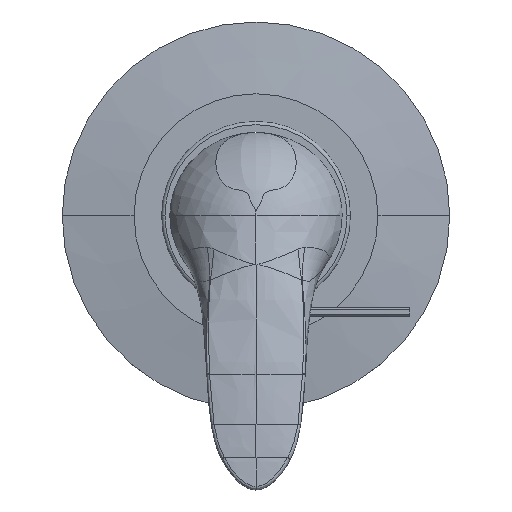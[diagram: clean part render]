
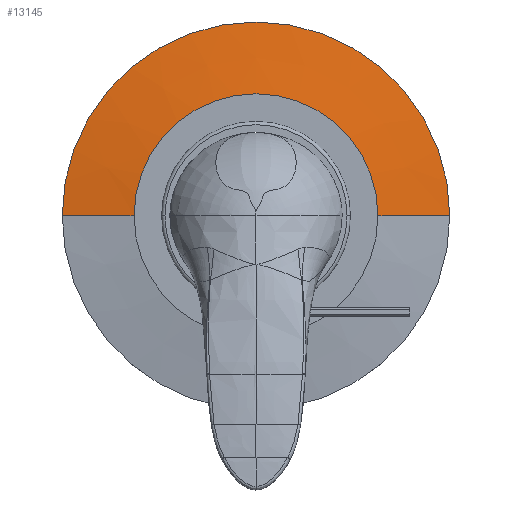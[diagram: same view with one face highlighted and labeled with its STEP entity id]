
A CAD part, top view. The second image highlights one B-rep face of the part: STEP entity #13145.
In plain terms, the highlighted conical face has half-angle 82.057 degrees and reference radius 47.25 mm.
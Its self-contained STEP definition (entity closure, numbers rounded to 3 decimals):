
#12894=DIRECTION('',(-0.99,0.138,0.));
#12895=VECTOR('',#12894,21.708);
#12896=CARTESIAN_POINT('',(58.,6.,0.));
#12897=LINE('',#12896,#12895);
#12901=DIRECTION('',(0.99,0.138,0.));
#12902=VECTOR('',#12901,21.708);
#12903=CARTESIAN_POINT('',(-58.,6.,0.));
#12904=LINE('',#12903,#12902);
#12916=CARTESIAN_POINT('',(0.,6.,0.));
#12917=DIRECTION('',(0.,-1.,0.));
#12918=DIRECTION('',(1.,0.,0.));
#12919=AXIS2_PLACEMENT_3D('',#12916,#12917,#12918);
#12932=CARTESIAN_POINT('',(0.,9.,0.));
#12933=DIRECTION('',(0.,-1.,0.));
#12934=DIRECTION('',(1.,0.,0.));
#12935=AXIS2_PLACEMENT_3D('',#12932,#12933,#12934);
#12951=CARTESIAN_POINT('',(58.,6.,0.));
#12953=VERTEX_POINT('',#12951);
#12954=CARTESIAN_POINT('',(36.5,9.,0.));
#12955=VERTEX_POINT('',#12954);
#12967=CARTESIAN_POINT('',(-58.,6.,0.));
#12969=VERTEX_POINT('',#12967);
#12970=CARTESIAN_POINT('',(-36.5,9.,0.));
#12971=VERTEX_POINT('',#12970);
#13133=CARTESIAN_POINT('',(0.,7.5,0.));
#13134=DIRECTION('',(0.,-1.,0.));
#13135=DIRECTION('',(-1.,0.,0.));
#13136=AXIS2_PLACEMENT_3D('',#13133,#13134,#13135);
#13137=CONICAL_SURFACE('',#13136,47.25,82.057);
#13138=ORIENTED_EDGE('',*,*,#13123,.F.);
#13139=ORIENTED_EDGE('',*,*,#13100,.T.);
#13140=ORIENTED_EDGE('',*,*,#13127,.T.);
#13142=ORIENTED_EDGE('',*,*,#13141,.F.);
#13143=EDGE_LOOP('',(#13138,#13139,#13140,#13142));
#13144=FACE_OUTER_BOUND('',#13143,.F.);
#13145=ADVANCED_FACE('',(#13144),#13137,.T.);
#12920=CIRCLE('',#12919,58.);
#12936=CIRCLE('',#12935,36.5);
#13100=EDGE_CURVE('',#12953,#12969,#12920,.T.);
#13123=EDGE_CURVE('',#12953,#12955,#12897,.T.);
#13127=EDGE_CURVE('',#12969,#12971,#12904,.T.);
#13141=EDGE_CURVE('',#12955,#12971,#12936,.T.);
